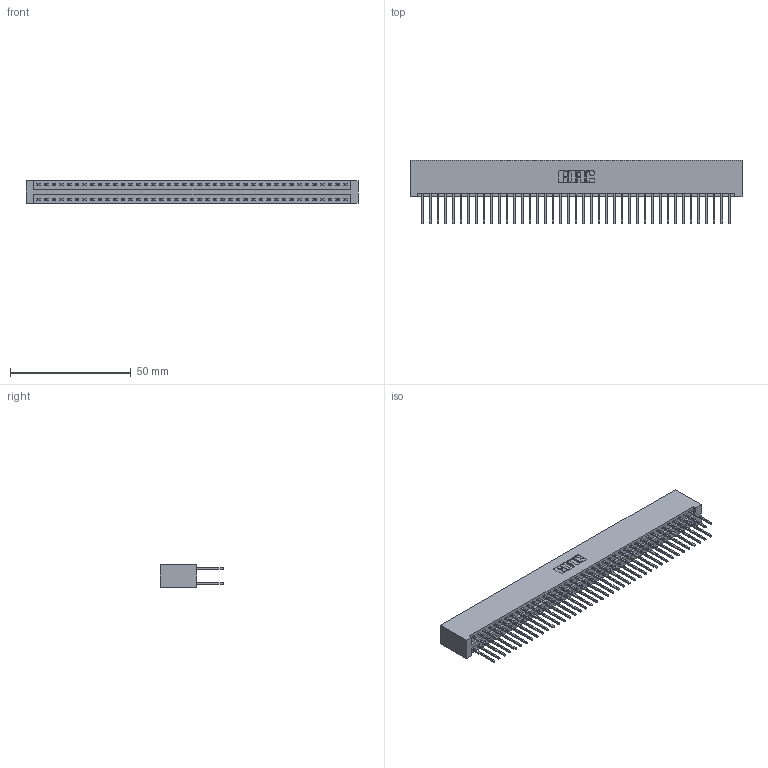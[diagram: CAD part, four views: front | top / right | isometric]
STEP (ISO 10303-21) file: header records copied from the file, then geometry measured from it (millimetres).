
FILE_DESCRIPTION (( 'STEP AP203' ), '1' );
FILE_NAME ('396-082-522-201.STEP', '2018-09-09T22:29:50', ( '' ), ( '' ), 'SwSTEP 2.0', 'SolidWorks 2016', '' );
FILE_SCHEMA (( 'CONFIG_CONTROL_DESIGN' ));
Length unit declared in the file: inch
Products named in the file (3): 346 Part_No Mounting Lugs; 345-292-001_345-293-122; 396-082-522-201
Assembly tree (83 placements, depth 2):
  396-082-522-201
    346 Part_No Mounting Lugs
    345-292-001_345-293-122  x82
Bounding box: 137.41 x 26.42 x 9.4 mm (x, y, z)
Volume: 14175.2 mm3; surface area: 20606.2 mm2
Topology: 83 solids, 83 shells, 4378 faces, 13015 edges, 8566 vertices
Faces by surface type: plane 2942, cylinder 1436
Entity records: 26633 total; most frequent: CARTESIAN_POINT 4388, ORIENTED_EDGE 4322, DIRECTION 3913, EDGE_CURVE 2161, VECTOR 1873, LINE 1873, VERTEX_POINT 1438, AXIS2_PLACEMENT_3D 1020
